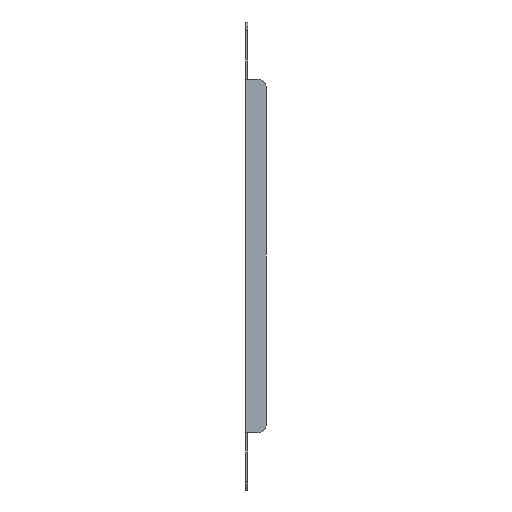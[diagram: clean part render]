
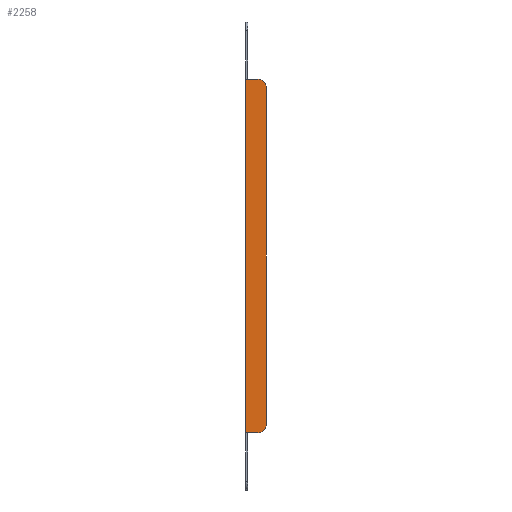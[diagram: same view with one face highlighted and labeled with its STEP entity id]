
A CAD part, front view. The second image highlights one B-rep face of the part: STEP entity #2258.
In plain terms, the highlighted planar face has unit normal (0, -1, 0).
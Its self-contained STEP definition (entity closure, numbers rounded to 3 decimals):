
#5 = CARTESIAN_POINT ( 'NONE',  ( 5.8, -11., 97. ) ) ;
#18 = VECTOR ( 'NONE', #3000, 1000. ) ;
#169 = CARTESIAN_POINT ( 'NONE',  ( 5.8, -11., -97. ) ) ;
#176 = EDGE_LOOP ( 'NONE', ( #1066, #1697, #2906, #1963, #1454, #955 ) ) ;
#275 = DIRECTION ( 'NONE',  ( -1., 0., 0. ) ) ;
#276 = EDGE_CURVE ( 'NONE', #2831, #2567, #1283, .T. ) ;
#295 = EDGE_CURVE ( 'NONE', #2567, #729, #1955, .T. ) ;
#296 = CARTESIAN_POINT ( 'NONE',  ( 0., -11., 102. ) ) ;
#375 = EDGE_CURVE ( 'NONE', #806, #419, #589, .T. ) ;
#417 = DIRECTION ( 'NONE',  ( 0., -1., 0. ) ) ;
#419 = VERTEX_POINT ( 'NONE', #1001 ) ;
#453 = CARTESIAN_POINT ( 'NONE',  ( 10.8, -11., -97. ) ) ;
#469 = CARTESIAN_POINT ( 'NONE',  ( 0., -11., 0. ) ) ;
#483 = AXIS2_PLACEMENT_3D ( 'NONE', #469, #2763, #1169 ) ;
#494 = DIRECTION ( 'NONE',  ( -1., 0., 0. ) ) ;
#589 = CIRCLE ( 'NONE', #2335, 5. ) ;
#660 = VECTOR ( 'NONE', #1840, 1000. ) ;
#728 = EDGE_CURVE ( 'NONE', #1308, #2831, #1640, .T. ) ;
#729 = VERTEX_POINT ( 'NONE', #453 ) ;
#806 = VERTEX_POINT ( 'NONE', #2539 ) ;
#867 = DIRECTION ( 'NONE',  ( 0., 0., -1. ) ) ;
#955 = ORIENTED_EDGE ( 'NONE', *, *, #295, .T. ) ;
#1001 = CARTESIAN_POINT ( 'NONE',  ( 5.8, -11., 102. ) ) ;
#1014 = LINE ( 'NONE', #2742, #18 ) ;
#1066 = ORIENTED_EDGE ( 'NONE', *, *, #2283, .T. ) ;
#1078 = CARTESIAN_POINT ( 'NONE',  ( 5.8, -11., -102. ) ) ;
#1159 = DIRECTION ( 'NONE',  ( 0., -1., 0. ) ) ;
#1165 = CARTESIAN_POINT ( 'NONE',  ( -1.2, -11., -102. ) ) ;
#1169 = DIRECTION ( 'NONE',  ( -1., 0., 0. ) ) ;
#1283 = LINE ( 'NONE', #2753, #660 ) ;
#1308 = VERTEX_POINT ( 'NONE', #2319 ) ;
#1454 = ORIENTED_EDGE ( 'NONE', *, *, #276, .T. ) ;
#1640 = LINE ( 'NONE', #2046, #1951 ) ;
#1697 = ORIENTED_EDGE ( 'NONE', *, *, #375, .T. ) ;
#1840 = DIRECTION ( 'NONE',  ( 1., 0., 0. ) ) ;
#1951 = VECTOR ( 'NONE', #867, 1000. ) ;
#1955 = CIRCLE ( 'NONE', #2424, 5. ) ;
#1963 = ORIENTED_EDGE ( 'NONE', *, *, #728, .T. ) ;
#2021 = DIRECTION ( 'NONE',  ( -1., 0., 0. ) ) ;
#2046 = CARTESIAN_POINT ( 'NONE',  ( -1.2, -11., 105.111 ) ) ;
#2126 = EDGE_CURVE ( 'NONE', #419, #1308, #2732, .T. ) ;
#2258 = ADVANCED_FACE ( 'NONE', ( #2453 ), #2306, .F. ) ;
#2283 = EDGE_CURVE ( 'NONE', #729, #806, #1014, .T. ) ;
#2306 = PLANE ( 'NONE',  #483 ) ;
#2319 = CARTESIAN_POINT ( 'NONE',  ( -1.2, -11., 102. ) ) ;
#2335 = AXIS2_PLACEMENT_3D ( 'NONE', #5, #1159, #494 ) ;
#2424 = AXIS2_PLACEMENT_3D ( 'NONE', #169, #417, #2021 ) ;
#2453 = FACE_OUTER_BOUND ( 'NONE', #176, .T. ) ;
#2520 = VECTOR ( 'NONE', #275, 1000. ) ;
#2539 = CARTESIAN_POINT ( 'NONE',  ( 10.8, -11., 97. ) ) ;
#2567 = VERTEX_POINT ( 'NONE', #1078 ) ;
#2732 = LINE ( 'NONE', #296, #2520 ) ;
#2742 = CARTESIAN_POINT ( 'NONE',  ( 10.8, -11., 0. ) ) ;
#2753 = CARTESIAN_POINT ( 'NONE',  ( 0., -11., -102. ) ) ;
#2763 = DIRECTION ( 'NONE',  ( 0., 1., 0. ) ) ;
#2831 = VERTEX_POINT ( 'NONE', #1165 ) ;
#2906 = ORIENTED_EDGE ( 'NONE', *, *, #2126, .T. ) ;
#3000 = DIRECTION ( 'NONE',  ( 0., 0., 1. ) ) ;
